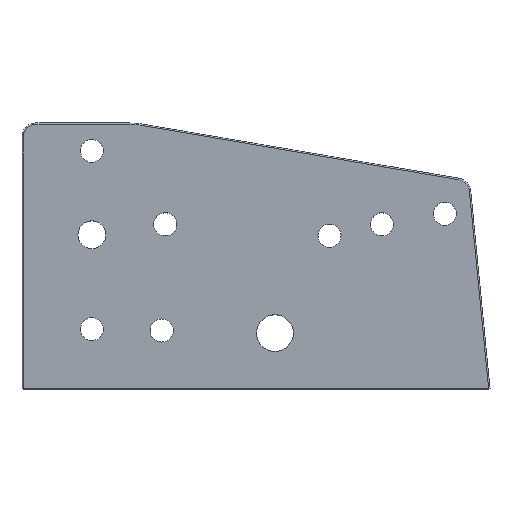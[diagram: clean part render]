
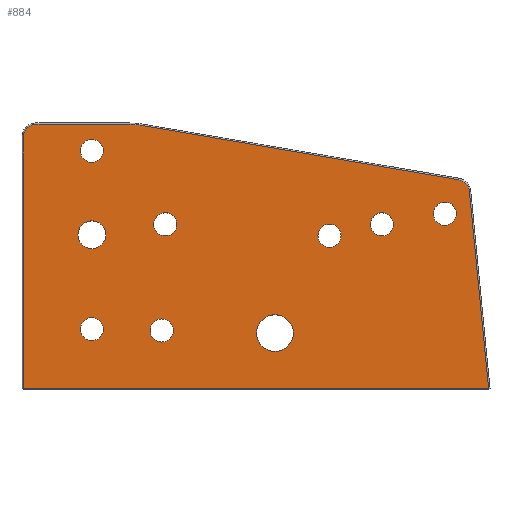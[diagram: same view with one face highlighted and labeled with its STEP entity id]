
A CAD part, top view. The second image highlights one B-rep face of the part: STEP entity #884.
In plain terms, the highlighted planar face has unit normal (0, 0, 1).
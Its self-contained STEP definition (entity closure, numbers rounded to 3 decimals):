
#40=FACE_BOUND('',#141,.T.);
#41=FACE_BOUND('',#142,.T.);
#42=FACE_BOUND('',#143,.T.);
#43=FACE_BOUND('',#144,.T.);
#44=FACE_BOUND('',#145,.T.);
#45=FACE_BOUND('',#146,.T.);
#46=FACE_BOUND('',#147,.T.);
#47=FACE_BOUND('',#148,.T.);
#48=FACE_BOUND('',#149,.T.);
#60=PLANE('',#972);
#84=FACE_OUTER_BOUND('',#140,.T.);
#140=EDGE_LOOP('',(#623,#624,#625,#626,#627,#628,#629,#630));
#141=EDGE_LOOP('',(#631));
#142=EDGE_LOOP('',(#632));
#143=EDGE_LOOP('',(#633));
#144=EDGE_LOOP('',(#634));
#145=EDGE_LOOP('',(#635));
#146=EDGE_LOOP('',(#636));
#147=EDGE_LOOP('',(#637));
#148=EDGE_LOOP('',(#638));
#149=EDGE_LOOP('',(#639));
#210=LINE('',#1392,#285);
#211=LINE('',#1394,#286);
#212=LINE('',#1398,#287);
#213=LINE('',#1402,#288);
#214=LINE('',#1405,#289);
#285=VECTOR('',#1103,10.);
#286=VECTOR('',#1104,10.);
#287=VECTOR('',#1107,10.);
#288=VECTOR('',#1110,10.);
#289=VECTOR('',#1113,10.);
#357=CIRCLE('',#962,2.625);
#363=CIRCLE('',#973,1.8);
#364=CIRCLE('',#974,9.8);
#365=CIRCLE('',#975,1.8);
#366=CIRCLE('',#976,1.65);
#367=CIRCLE('',#977,1.65);
#368=CIRCLE('',#978,1.65);
#369=CIRCLE('',#979,1.65);
#370=CIRCLE('',#980,1.65);
#371=CIRCLE('',#981,1.65);
#372=CIRCLE('',#982,2.);
#373=CIRCLE('',#983,1.65);
#407=VERTEX_POINT('',#1370);
#413=VERTEX_POINT('',#1390);
#414=VERTEX_POINT('',#1391);
#415=VERTEX_POINT('',#1393);
#416=VERTEX_POINT('',#1395);
#417=VERTEX_POINT('',#1397);
#418=VERTEX_POINT('',#1399);
#419=VERTEX_POINT('',#1401);
#420=VERTEX_POINT('',#1403);
#421=VERTEX_POINT('',#1406);
#422=VERTEX_POINT('',#1408);
#423=VERTEX_POINT('',#1410);
#424=VERTEX_POINT('',#1412);
#425=VERTEX_POINT('',#1414);
#426=VERTEX_POINT('',#1416);
#427=VERTEX_POINT('',#1418);
#428=VERTEX_POINT('',#1420);
#482=EDGE_CURVE('',#407,#407,#357,.T.);
#491=EDGE_CURVE('',#413,#414,#210,.T.);
#492=EDGE_CURVE('',#415,#414,#211,.T.);
#493=EDGE_CURVE('',#416,#415,#363,.T.);
#494=EDGE_CURVE('',#417,#416,#212,.T.);
#495=EDGE_CURVE('',#418,#417,#364,.T.);
#496=EDGE_CURVE('',#419,#418,#213,.T.);
#497=EDGE_CURVE('',#420,#419,#365,.T.);
#498=EDGE_CURVE('',#413,#420,#214,.T.);
#499=EDGE_CURVE('',#421,#421,#366,.T.);
#500=EDGE_CURVE('',#422,#422,#367,.T.);
#501=EDGE_CURVE('',#423,#423,#368,.T.);
#502=EDGE_CURVE('',#424,#424,#369,.T.);
#503=EDGE_CURVE('',#425,#425,#370,.T.);
#504=EDGE_CURVE('',#426,#426,#371,.T.);
#505=EDGE_CURVE('',#427,#427,#372,.T.);
#506=EDGE_CURVE('',#428,#428,#373,.T.);
#623=ORIENTED_EDGE('',*,*,#491,.T.);
#624=ORIENTED_EDGE('',*,*,#492,.F.);
#625=ORIENTED_EDGE('',*,*,#493,.F.);
#626=ORIENTED_EDGE('',*,*,#494,.F.);
#627=ORIENTED_EDGE('',*,*,#495,.F.);
#628=ORIENTED_EDGE('',*,*,#496,.F.);
#629=ORIENTED_EDGE('',*,*,#497,.F.);
#630=ORIENTED_EDGE('',*,*,#498,.F.);
#631=ORIENTED_EDGE('',*,*,#482,.T.);
#632=ORIENTED_EDGE('',*,*,#499,.T.);
#633=ORIENTED_EDGE('',*,*,#500,.T.);
#634=ORIENTED_EDGE('',*,*,#501,.F.);
#635=ORIENTED_EDGE('',*,*,#502,.F.);
#636=ORIENTED_EDGE('',*,*,#503,.F.);
#637=ORIENTED_EDGE('',*,*,#504,.F.);
#638=ORIENTED_EDGE('',*,*,#505,.F.);
#639=ORIENTED_EDGE('',*,*,#506,.F.);
#884=ADVANCED_FACE('',(#84,#40,#41,#42,#43,#44,#45,#46,#47,#48),#60,.T.);
#962=AXIS2_PLACEMENT_3D('',#1371,#1078,#1079);
#972=AXIS2_PLACEMENT_3D('',#1389,#1101,#1102);
#973=AXIS2_PLACEMENT_3D('',#1396,#1105,#1106);
#974=AXIS2_PLACEMENT_3D('',#1400,#1108,#1109);
#975=AXIS2_PLACEMENT_3D('',#1404,#1111,#1112);
#976=AXIS2_PLACEMENT_3D('',#1407,#1114,#1115);
#977=AXIS2_PLACEMENT_3D('',#1409,#1116,#1117);
#978=AXIS2_PLACEMENT_3D('',#1411,#1118,#1119);
#979=AXIS2_PLACEMENT_3D('',#1413,#1120,#1121);
#980=AXIS2_PLACEMENT_3D('',#1415,#1122,#1123);
#981=AXIS2_PLACEMENT_3D('',#1417,#1124,#1125);
#982=AXIS2_PLACEMENT_3D('',#1419,#1126,#1127);
#983=AXIS2_PLACEMENT_3D('',#1421,#1128,#1129);
#1078=DIRECTION('center_axis',(0.,0.,-1.));
#1079=DIRECTION('ref_axis',(-1.,0.,0.));
#1101=DIRECTION('center_axis',(0.,0.,1.));
#1102=DIRECTION('ref_axis',(1.,0.,0.));
#1103=DIRECTION('',(1.,0.,0.));
#1104=DIRECTION('',(0.097,-0.995,0.));
#1105=DIRECTION('center_axis',(0.,0.,-1.));
#1106=DIRECTION('ref_axis',(0.732,0.681,0.));
#1107=DIRECTION('',(0.986,-0.169,0.));
#1108=DIRECTION('center_axis',(0.,0.,-1.));
#1109=DIRECTION('ref_axis',(0.085,0.996,0.));
#1110=DIRECTION('',(1.,0.,0.));
#1111=DIRECTION('center_axis',(0.,0.,-1.));
#1112=DIRECTION('ref_axis',(-0.707,0.707,0.));
#1113=DIRECTION('',(0.,1.,0.));
#1114=DIRECTION('center_axis',(0.,0.,-1.));
#1115=DIRECTION('ref_axis',(-1.,0.,0.));
#1116=DIRECTION('center_axis',(0.,0.,-1.));
#1117=DIRECTION('ref_axis',(-1.,0.,0.));
#1118=DIRECTION('center_axis',(0.,0.,1.));
#1119=DIRECTION('ref_axis',(1.,0.,0.));
#1120=DIRECTION('center_axis',(0.,0.,1.));
#1121=DIRECTION('ref_axis',(1.,0.,0.));
#1122=DIRECTION('center_axis',(0.,0.,1.));
#1123=DIRECTION('ref_axis',(1.,0.,0.));
#1124=DIRECTION('center_axis',(0.,0.,1.));
#1125=DIRECTION('ref_axis',(1.,0.,0.));
#1126=DIRECTION('center_axis',(0.,0.,1.));
#1127=DIRECTION('ref_axis',(1.,0.,0.));
#1128=DIRECTION('center_axis',(0.,0.,1.));
#1129=DIRECTION('ref_axis',(1.,0.,0.));
#1370=CARTESIAN_POINT('',(2.816,-0.066,3.175));
#1371=CARTESIAN_POINT('Origin',(0.191,-0.066,3.175));
#1389=CARTESIAN_POINT('Origin',(-1.498,-2.,3.175));
#1390=CARTESIAN_POINT('',(-35.8,-8.05,3.175));
#1391=CARTESIAN_POINT('',(30.76,-8.05,3.175));
#1392=CARTESIAN_POINT('',(16.193,-8.05,3.175));
#1393=CARTESIAN_POINT('',(27.998,20.284,3.175));
#1394=CARTESIAN_POINT('',(31.338,-13.981,3.175));
#1395=CARTESIAN_POINT('',(26.51,21.883,3.175));
#1396=CARTESIAN_POINT('Origin',(26.206,20.109,3.175));
#1397=CARTESIAN_POINT('',(-18.928,29.66,3.175));
#1398=CARTESIAN_POINT('',(15.642,23.743,3.175));
#1399=CARTESIAN_POINT('',(-20.582,29.8,3.175));
#1400=CARTESIAN_POINT('Origin',(-20.582,20.,3.175));
#1401=CARTESIAN_POINT('',(-34.,29.8,3.175));
#1402=CARTESIAN_POINT('',(-10.615,29.8,3.175));
#1403=CARTESIAN_POINT('',(-35.8,28.,3.175));
#1404=CARTESIAN_POINT('Origin',(-34.,28.,3.175));
#1405=CARTESIAN_POINT('',(-35.8,14.,3.175));
#1406=CARTESIAN_POINT('',(9.65,13.856,3.175));
#1407=CARTESIAN_POINT('Origin',(8.,13.856,3.175));
#1408=CARTESIAN_POINT('',(-14.347,0.308,3.175));
#1409=CARTESIAN_POINT('Origin',(-15.997,0.308,3.175));
#1410=CARTESIAN_POINT('',(22.85,17.,3.175));
#1411=CARTESIAN_POINT('Origin',(24.5,17.,3.175));
#1412=CARTESIAN_POINT('',(-17.15,15.5,3.175));
#1413=CARTESIAN_POINT('Origin',(-15.5,15.5,3.175));
#1414=CARTESIAN_POINT('',(-27.65,0.5,3.175));
#1415=CARTESIAN_POINT('Origin',(-26.,0.5,3.175));
#1416=CARTESIAN_POINT('',(-27.65,26.,3.175));
#1417=CARTESIAN_POINT('Origin',(-26.,26.,3.175));
#1418=CARTESIAN_POINT('',(-28.,14.,3.175));
#1419=CARTESIAN_POINT('Origin',(-26.,14.,3.175));
#1420=CARTESIAN_POINT('',(13.85,15.5,3.175));
#1421=CARTESIAN_POINT('Origin',(15.5,15.5,3.175));
